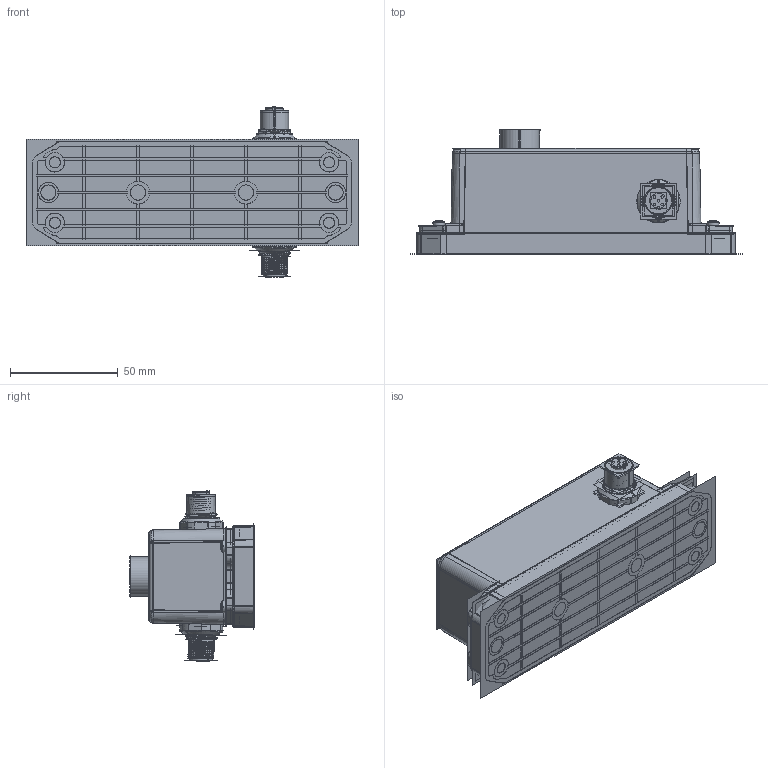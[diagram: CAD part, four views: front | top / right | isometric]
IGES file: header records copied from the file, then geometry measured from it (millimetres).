
Start section:  PTC IGES file: 244228_sm01.igs
Global section: file name: 244228_sm01.igs; native system: Creo Parametric by PTC Inc.; preprocessor: 2022414; author: banengservice; organization: Unknown; date: 20240919.083519; units: millimetre
Bounding box: 153.76 x 57.76 x 78.95 mm (x, y, z)
Volume: 236534.8 mm3; surface area: 273555.3 mm2
Topology: 5 solids, 5 shells, 2754 faces, 14170 edges, 17786 vertices
Faces by surface type: bspline 1552, revolution 1202
